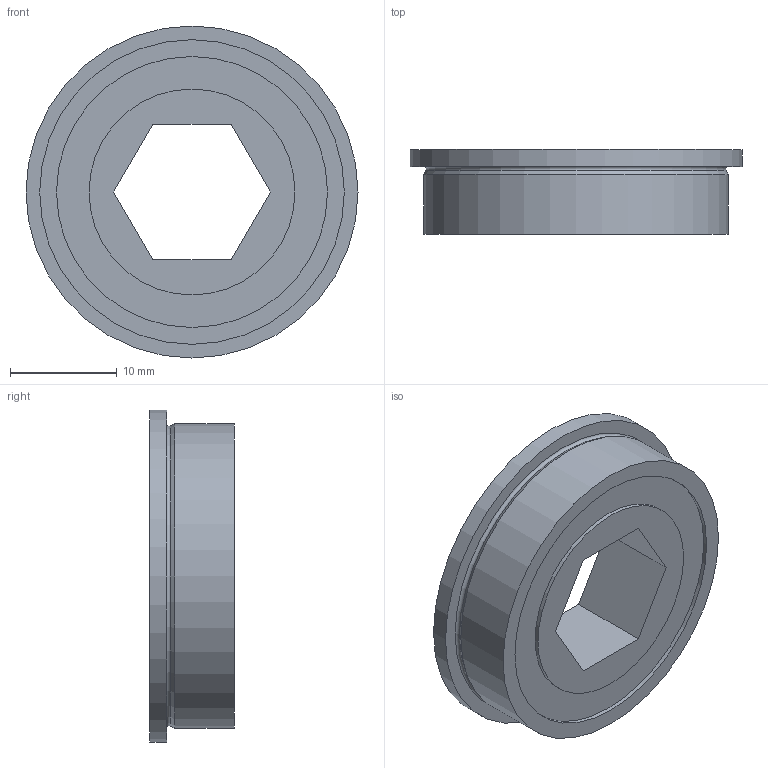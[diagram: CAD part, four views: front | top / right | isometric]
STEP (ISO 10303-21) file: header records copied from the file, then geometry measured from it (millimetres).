
FILE_DESCRIPTION(/* description */ (''),/* implementation_level */ '2;1');
FILE_NAME(/* name */ '0_500_Hex_ID_x_1_125_OD_x_0_313_WD_Flanged_Bearing_v2_217-3875 v1.stp',/* time_stamp */ '2021-07-14T13:07:49-07:00',/* author */ ('gfellows'),/* organization */ (''),/* preprocessor_version */ 'ST-DEVELOPER v18.1',/* originating_system */ 'Autodesk Inventor 2022',/* authorisation */ '');
FILE_SCHEMA (('AUTOMOTIVE_DESIGN { 1 0 10303 214 3 1 1 }'));
Length unit declared in the file: inch
Products named in the file (1): 0_500_Hex_ID_x_1_125_OD_x_0_313_WD_Flanged_Bearing_v2_217-3875 v1_MIR
Bounding box: 31.11 x 7.94 x 31.11 mm (x, y, z)
Volume: 3986.2 mm3; surface area: 2439.6 mm2
Topology: 1 solids, 1 shells, 21 faces, 42 edges, 28 vertices
Faces by surface type: plane 13, cylinder 6, torus 1, cone 1
Full cylindrical faces by diameter (mm): 19.304 x2, 25.4 x2, 28.55 x1, 31.115 x1
Entity records: 639 total; most frequent: DIRECTION 103, CARTESIAN_POINT 92, ORIENTED_EDGE 84, EDGE_CURVE 42, AXIS2_PLACEMENT_3D 39, EDGE_LOOP 28, VERTEX_POINT 28, LINE 25
